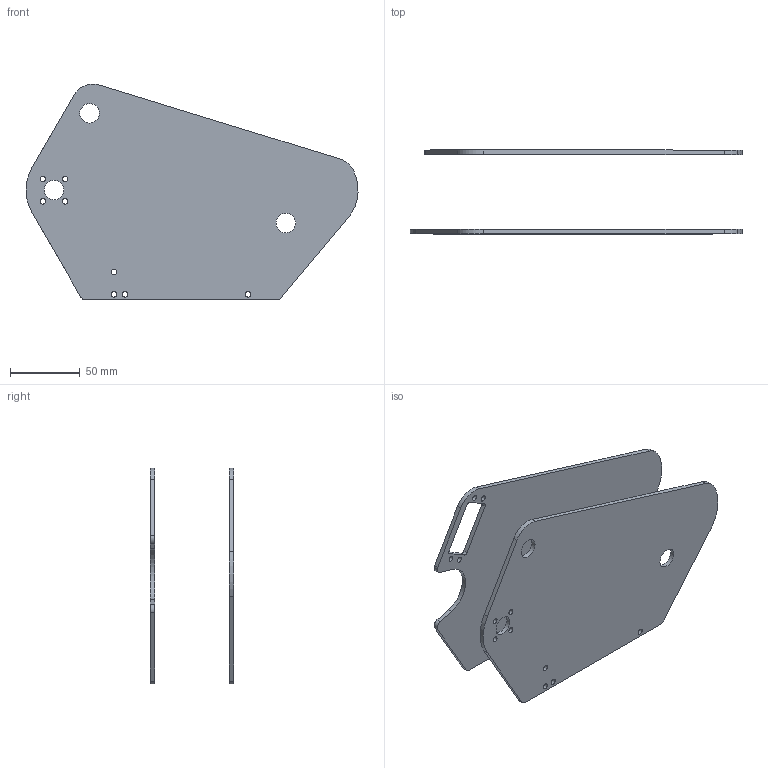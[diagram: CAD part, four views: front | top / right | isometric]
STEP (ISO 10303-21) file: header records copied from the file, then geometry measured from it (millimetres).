
FILE_DESCRIPTION(/* description */ ('STEP AP242','CAx-IF Rec.Pracs.---Representation and Presentation of Product Manufacturing Information (PMI)---4.0---2014-10-13','CAx-IF Rec.Pracs.---3D Tessellated Geometry---0.4---2014-09-14','2;1'),/* implementation_level */ '2;1');
FILE_NAME(/* name */ '667e33c64a4f013fc6a4b3a7',/* time_stamp */ '2024-06-28T03:53:42Z',/* author */ (''),/* organization */ (''),/* preprocessor_version */ 'ST-DEVELOPER v20',/* originating_system */ ' ',/* authorisation */ ' ');
FILE_SCHEMA (('AP242_MANAGED_MODEL_BASED_3D_ENGINEERING_MIM_LF { 1 0 10303 442 1 1 4 }'));
Length unit declared in the file: metre
Products named in the file (2): Part 1; Part 2
Bounding box: 237.63 x 60 x 154.5 mm (x, y, z)
Volume: 159625.6 mm3; surface area: 106238.8 mm2
Topology: 2 solids, 2 shells, 58 faces, 162 edges, 108 vertices
Faces by surface type: cylinder 38, plane 20
Full cylindrical faces by diameter (mm): 4 x16, 14 x4
Entity records: 1933 total; most frequent: DIRECTION 338, CARTESIAN_POINT 310, ORIENTED_EDGE 284, EDGE_CURVE 142, AXIS2_PLACEMENT_3D 136, EDGE_LOOP 120, FACE_BOUND 120, VERTEX_POINT 108
